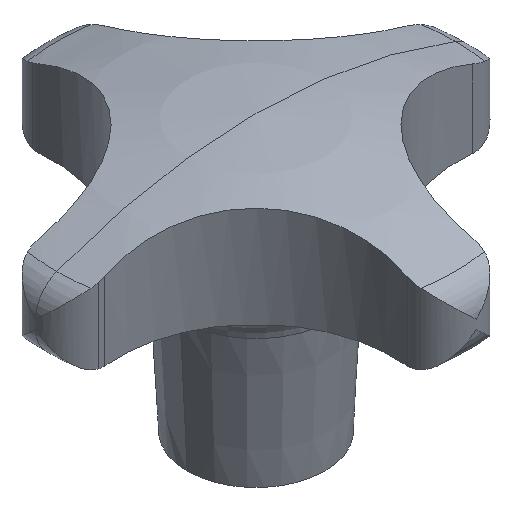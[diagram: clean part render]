
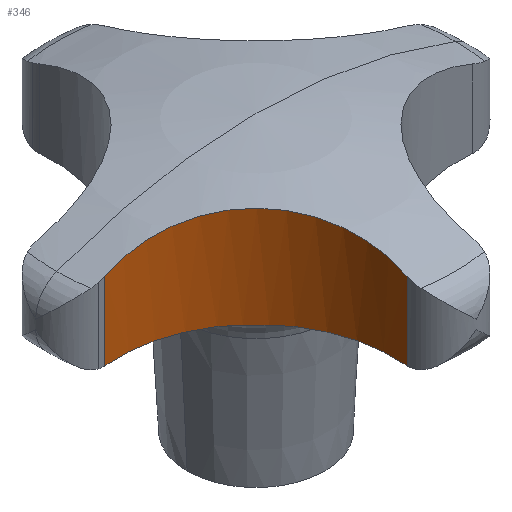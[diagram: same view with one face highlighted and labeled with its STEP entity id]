
A CAD part, isometric view. The second image highlights one B-rep face of the part: STEP entity #346.
In plain terms, the highlighted cylindrical face has radius 25 mm (diameter 50 mm), a partial arc.
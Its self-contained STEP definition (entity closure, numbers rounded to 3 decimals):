
#342=VERTEX_POINT('',#822);
#346=ADVANCED_FACE('',(#827),#828,.F.);
#402=EDGE_CURVE('',#654,#342,#885,.T.);
#448=EDGE_CURVE('',#654,#488,#935,.T.);
#456=EDGE_CURVE('',#488,#504,#944,.T.);
#488=VERTEX_POINT('',#977);
#492=EDGE_CURVE('',#504,#644,#981,.T.);
#504=VERTEX_POINT('',#994);
#518=EDGE_CURVE('',#620,#342,#1008,.T.);
#618=EDGE_CURVE('',#644,#620,#1120,.T.);
#620=VERTEX_POINT('',#1122);
#644=VERTEX_POINT('',#1150);
#654=VERTEX_POINT('',#1161);
#822=CARTESIAN_POINT('',(-5.969,-33.388,44.072));
#827=FACE_OUTER_BOUND('',#1516,.T.);
#828=CYLINDRICAL_SURFACE('',#1517,25.);
#885=LINE('',#1626,#1627);
#935=CIRCLE('',#1754,25.);
#944=B_SPLINE_CURVE_WITH_KNOTS('',3,(#1765,#1766,#1767,#1768,#1769,#1770,#1771,#1772,#1773,#1774,#1775,#1776,#1777,#1778,#1779,#1780,#1781,#1782),.UNSPECIFIED.,.F.,.F.,(4,2,2,2,2,2,2,2,4),(-12.134,-10.113,-8.947,-7.967,-7.377,-6.852,-6.196,-5.191,-2.23),.UNSPECIFIED.);
#977=CARTESIAN_POINT('',(-9.975,-17.064,30.0));
#981=CIRCLE('',#1843,25.);
#994=CARTESIAN_POINT('',(-17.064,-9.975,30.0));
#1008=B_SPLINE_CURVE_WITH_KNOTS('',3,(#1887,#1888,#1889,#1890,#1891,#1892,#1893,#1894,#1895,#1896,#1897,#1898,#1899,#1900,#1901,#1902,#1903,#1904,#1905,#1906,#1907,#1908,#1909,#1910,#1911,#1912,#1913,#1914,#1915,#1916,#1917,#1918,#1919,#1920,#1921,#1922,#1923,#1924,#1925,#1926),.UNSPECIFIED.,.F.,.F.,(4,2,2,2,2,2,2,2,2,2,2,2,2,2,2,2,2,2,2,4),(33.959,36.334,38.71,41.085,43.461,45.836,48.212,50.587,52.963,55.28,57.597,59.914,62.231,64.548,66.865,69.182,71.499,73.934,76.368,77.615),.UNSPECIFIED.);
#1120=LINE('',#2159,#2160);
#1122=CARTESIAN_POINT('',(-33.388,-5.969,44.072));
#1150=CARTESIAN_POINT('',(-33.388,-5.969,30.0));
#1161=CARTESIAN_POINT('',(-5.969,-33.388,30.0));
#1516=EDGE_LOOP('',(#2483,#2484,#2485,#2486,#2487,#2488));
#1517=AXIS2_PLACEMENT_3D('',#2489,#2490,#2491);
#1626=CARTESIAN_POINT('',(-5.969,-33.388,0.));
#1627=VECTOR('',#2522,1.0);
#1754=AXIS2_PLACEMENT_3D('',#2581,#2582,#2583);
#1765=CARTESIAN_POINT('',(-9.975,-17.064,30.0));
#1766=CARTESIAN_POINT('',(-10.352,-16.493,30.0));
#1767=CARTESIAN_POINT('',(-10.754,-15.936,29.978));
#1768=CARTESIAN_POINT('',(-11.425,-15.082,29.941));
#1769=CARTESIAN_POINT('',(-11.678,-14.775,29.927));
#1770=CARTESIAN_POINT('',(-12.157,-14.221,29.906));
#1771=CARTESIAN_POINT('',(-12.381,-13.973,29.898));
#1772=CARTESIAN_POINT('',(-12.748,-13.582,29.891));
#1773=CARTESIAN_POINT('',(-12.888,-13.436,29.889));
#1774=CARTESIAN_POINT('',(-13.156,-13.165,29.888));
#1775=CARTESIAN_POINT('',(-13.283,-13.038,29.888));
#1776=CARTESIAN_POINT('',(-13.572,-12.757,29.891));
#1777=CARTESIAN_POINT('',(-13.735,-12.603,29.893));
#1778=CARTESIAN_POINT('',(-14.153,-12.218,29.904));
#1779=CARTESIAN_POINT('',(-14.41,-11.991,29.913));
#1780=CARTESIAN_POINT('',(-15.443,-11.116,29.954));
#1781=CARTESIAN_POINT('',(-16.239,-10.52,30.0));
#1782=CARTESIAN_POINT('',(-17.064,-9.975,30.0));
#1843=AXIS2_PLACEMENT_3D('',#2640,#2641,#2642);
#1887=CARTESIAN_POINT('',(-33.388,-5.969,44.072));
#1888=CARTESIAN_POINT('',(-32.647,-5.893,44.34));
#1889=CARTESIAN_POINT('',(-31.885,-5.848,44.603));
#1890=CARTESIAN_POINT('',(-30.335,-5.831,45.113));
#1891=CARTESIAN_POINT('',(-29.547,-5.859,45.359));
#1892=CARTESIAN_POINT('',(-27.959,-5.992,45.828));
#1893=CARTESIAN_POINT('',(-27.159,-6.097,46.052));
#1894=CARTESIAN_POINT('',(-25.562,-6.388,46.47));
#1895=CARTESIAN_POINT('',(-24.765,-6.573,46.665));
#1896=CARTESIAN_POINT('',(-23.188,-7.023,47.024));
#1897=CARTESIAN_POINT('',(-22.408,-7.288,47.188));
#1898=CARTESIAN_POINT('',(-20.878,-7.893,47.481));
#1899=CARTESIAN_POINT('',(-20.128,-8.234,47.61));
#1900=CARTESIAN_POINT('',(-18.671,-8.984,47.833));
#1901=CARTESIAN_POINT('',(-17.964,-9.393,47.927));
#1902=CARTESIAN_POINT('',(-16.604,-10.27,48.079));
#1903=CARTESIAN_POINT('',(-15.952,-10.738,48.137));
#1904=CARTESIAN_POINT('',(-14.726,-11.707,48.217));
#1905=CARTESIAN_POINT('',(-14.133,-12.222,48.242));
#1906=CARTESIAN_POINT('',(-12.987,-13.318,48.258));
#1907=CARTESIAN_POINT('',(-12.434,-13.899,48.249));
#1908=CARTESIAN_POINT('',(-11.381,-15.12,48.196));
#1909=CARTESIAN_POINT('',(-10.881,-15.76,48.152));
#1910=CARTESIAN_POINT('',(-9.943,-17.088,48.029));
#1911=CARTESIAN_POINT('',(-9.507,-17.776,47.95));
#1912=CARTESIAN_POINT('',(-8.704,-19.188,47.759));
#1913=CARTESIAN_POINT('',(-8.338,-19.912,47.646));
#1914=CARTESIAN_POINT('',(-7.681,-21.384,47.388));
#1915=CARTESIAN_POINT('',(-7.39,-22.132,47.243));
#1916=CARTESIAN_POINT('',(-6.885,-23.636,46.926));
#1917=CARTESIAN_POINT('',(-6.671,-24.393,46.753));
#1918=CARTESIAN_POINT('',(-6.319,-25.898,46.384));
#1919=CARTESIAN_POINT('',(-6.181,-26.648,46.189));
#1920=CARTESIAN_POINT('',(-5.97,-28.161,45.77));
#1921=CARTESIAN_POINT('',(-5.897,-28.95,45.539));
#1922=CARTESIAN_POINT('',(-5.827,-30.544,45.046));
#1923=CARTESIAN_POINT('',(-5.831,-31.349,44.784));
#1924=CARTESIAN_POINT('',(-5.895,-32.565,44.366));
#1925=CARTESIAN_POINT('',(-5.927,-32.977,44.221));
#1926=CARTESIAN_POINT('',(-5.969,-33.388,44.072));
#2159=CARTESIAN_POINT('',(-33.388,-5.969,0.));
#2160=VECTOR('',#2805,1.0);
#2483=ORIENTED_EDGE('',*,*,#518,.F.);
#2484=ORIENTED_EDGE('',*,*,#618,.F.);
#2485=ORIENTED_EDGE('',*,*,#492,.F.);
#2486=ORIENTED_EDGE('',*,*,#456,.F.);
#2487=ORIENTED_EDGE('',*,*,#448,.F.);
#2488=ORIENTED_EDGE('',*,*,#402,.T.);
#2489=CARTESIAN_POINT('',(-30.838,-30.838,0.));
#2490=DIRECTION('',(0.,0.,-1.0));
#2491=DIRECTION('',(-0.102,0.995,0.));
#2522=DIRECTION('',(0.0,0.,1.0));
#2581=CARTESIAN_POINT('',(-30.838,-30.838,30.0));
#2582=DIRECTION('',(0.,0.,1.0));
#2583=DIRECTION('',(-0.102,0.995,0.));
#2640=CARTESIAN_POINT('',(-30.838,-30.838,30.0));
#2641=DIRECTION('',(0.,0.,1.0));
#2642=DIRECTION('',(-0.102,0.995,0.));
#2805=DIRECTION('',(0.0,0.,1.0));
